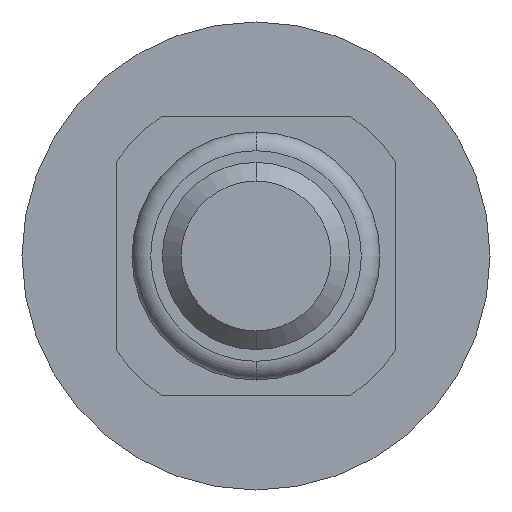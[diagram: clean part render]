
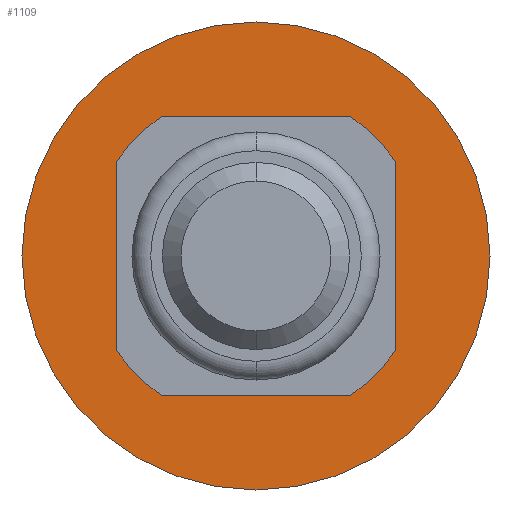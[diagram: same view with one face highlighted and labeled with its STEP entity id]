
A CAD part, front view. The second image highlights one B-rep face of the part: STEP entity #1109.
In plain terms, the highlighted planar face has unit normal (0, -1, 0).
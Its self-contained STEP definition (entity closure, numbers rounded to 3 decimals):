
#50 = DIRECTION ( 'NONE',  ( 0., -1., 0. ) ) ;
#166 = VERTEX_POINT ( 'NONE', #2374 ) ;
#181 = AXIS2_PLACEMENT_3D ( 'NONE', #1404, #1141, #278 ) ;
#278 = DIRECTION ( 'NONE',  ( 0., 0., -1. ) ) ;
#279 = CIRCLE ( 'NONE', #2064, 0.9 ) ;
#310 = DIRECTION ( 'NONE',  ( 0., -1., 0. ) ) ;
#335 = EDGE_CURVE ( 'NONE', #2144, #3005, #2483, .T. ) ;
#358 = EDGE_CURVE ( 'NONE', #3229, #166, #279, .T. ) ;
#373 = ORIENTED_EDGE ( 'NONE', *, *, #335, .T. ) ;
#437 = CARTESIAN_POINT ( 'NONE',  ( 0., 5.3, 0. ) ) ;
#617 = DIRECTION ( 'NONE',  ( 0., 0., -1. ) ) ;
#734 = CARTESIAN_POINT ( 'NONE',  ( 2.5, 5.3, 0. ) ) ;
#808 = FACE_OUTER_BOUND ( 'NONE', #3471, .T. ) ;
#908 = AXIS2_PLACEMENT_3D ( 'NONE', #2020, #310, #2316 ) ;
#925 = CARTESIAN_POINT ( 'NONE',  ( 0., 5.3, 0.9 ) ) ;
#1109 = ADVANCED_FACE ( 'NONE', ( #808, #1385 ), #2698, .T. ) ;
#1141 = DIRECTION ( 'NONE',  ( 0., -1., 0. ) ) ;
#1220 = EDGE_CURVE ( 'NONE', #3005, #2144, #2820, .T. ) ;
#1385 = FACE_BOUND ( 'NONE', #2133, .T. ) ;
#1404 = CARTESIAN_POINT ( 'NONE',  ( 0., 5.3, 0. ) ) ;
#1486 = ORIENTED_EDGE ( 'NONE', *, *, #1220, .T. ) ;
#1515 = AXIS2_PLACEMENT_3D ( 'NONE', #734, #3298, #3344 ) ;
#1719 = EDGE_CURVE ( 'NONE', #166, #3229, #3631, .T. ) ;
#1752 = CARTESIAN_POINT ( 'NONE',  ( 0., 5.3, 0. ) ) ;
#2020 = CARTESIAN_POINT ( 'NONE',  ( 0., 5.3, 0. ) ) ;
#2064 = AXIS2_PLACEMENT_3D ( 'NONE', #1752, #50, #617 ) ;
#2133 = EDGE_LOOP ( 'NONE', ( #3550, #2710 ) ) ;
#2140 = DIRECTION ( 'NONE',  ( 0., -1., 0. ) ) ;
#2144 = VERTEX_POINT ( 'NONE', #2863 ) ;
#2147 = CARTESIAN_POINT ( 'NONE',  ( 0., 5.3, -2.5 ) ) ;
#2316 = DIRECTION ( 'NONE',  ( 0., 0., -1. ) ) ;
#2374 = CARTESIAN_POINT ( 'NONE',  ( 0., 5.3, -0.9 ) ) ;
#2483 = CIRCLE ( 'NONE', #908, 2.5 ) ;
#2664 = DIRECTION ( 'NONE',  ( 0., 0., -1. ) ) ;
#2698 = PLANE ( 'NONE',  #1515 ) ;
#2710 = ORIENTED_EDGE ( 'NONE', *, *, #358, .F. ) ;
#2820 = CIRCLE ( 'NONE', #181, 2.5 ) ;
#2863 = CARTESIAN_POINT ( 'NONE',  ( 0., 5.3, 2.5 ) ) ;
#2881 = AXIS2_PLACEMENT_3D ( 'NONE', #437, #2140, #2664 ) ;
#3005 = VERTEX_POINT ( 'NONE', #2147 ) ;
#3229 = VERTEX_POINT ( 'NONE', #925 ) ;
#3298 = DIRECTION ( 'NONE',  ( 0., -1., 0. ) ) ;
#3344 = DIRECTION ( 'NONE',  ( 0., 0., -1. ) ) ;
#3471 = EDGE_LOOP ( 'NONE', ( #1486, #373 ) ) ;
#3550 = ORIENTED_EDGE ( 'NONE', *, *, #1719, .F. ) ;
#3631 = CIRCLE ( 'NONE', #2881, 0.9 ) ;
